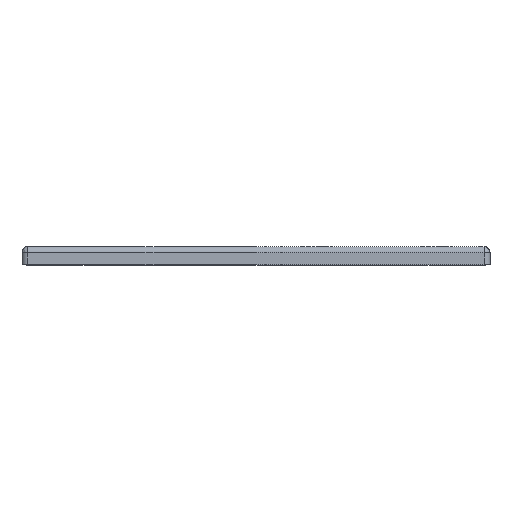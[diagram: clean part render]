
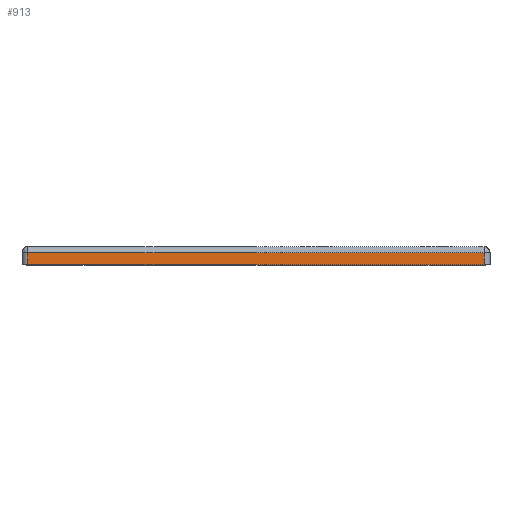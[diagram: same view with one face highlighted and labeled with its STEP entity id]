
A CAD part, top view. The second image highlights one B-rep face of the part: STEP entity #913.
In plain terms, the highlighted planar face has unit normal (0, 0, 1).
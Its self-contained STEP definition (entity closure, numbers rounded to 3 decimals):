
#108 = EDGE_LOOP ( 'NONE', ( #2716, #4557, #3133, #4551 ) ) ;
#238 = AXIS2_PLACEMENT_3D ( 'NONE', #3282, #1342, #1339 ) ;
#493 = LINE ( 'NONE', #1338, #610 ) ;
#610 = VECTOR ( 'NONE', #1262, 1000. ) ;
#737 = CARTESIAN_POINT ( 'NONE',  ( 76., 0., 78. ) ) ;
#913 = ADVANCED_FACE ( 'NONE', ( #1949 ), #1378, .F. ) ;
#946 = VERTEX_POINT ( 'NONE', #1096 ) ;
#1096 = CARTESIAN_POINT ( 'NONE',  ( -76., 0., 78. ) ) ;
#1262 = DIRECTION ( 'NONE',  ( 1., 0., 0. ) ) ;
#1338 = CARTESIAN_POINT ( 'NONE',  ( -78., 4., 78. ) ) ;
#1339 = DIRECTION ( 'NONE',  ( -1., 0., 0. ) ) ;
#1342 = DIRECTION ( 'NONE',  ( 0., 0., -1. ) ) ;
#1344 = EDGE_CURVE ( 'NONE', #3535, #2351, #493, .T. ) ;
#1378 = PLANE ( 'NONE',  #238 ) ;
#1471 = LINE ( 'NONE', #1740, #4128 ) ;
#1740 = CARTESIAN_POINT ( 'NONE',  ( 38., 0., 78. ) ) ;
#1768 = LINE ( 'NONE', #3473, #1936 ) ;
#1936 = VECTOR ( 'NONE', #3214, 1000. ) ;
#1941 = DIRECTION ( 'NONE',  ( 1., 0., 0. ) ) ;
#1949 = FACE_OUTER_BOUND ( 'NONE', #108, .T. ) ;
#2114 = DIRECTION ( 'NONE',  ( 0., -1., 0. ) ) ;
#2189 = CARTESIAN_POINT ( 'NONE',  ( 76., 6., 78. ) ) ;
#2351 = VERTEX_POINT ( 'NONE', #2691 ) ;
#2597 = LINE ( 'NONE', #2189, #4242 ) ;
#2691 = CARTESIAN_POINT ( 'NONE',  ( 76., 4., 78. ) ) ;
#2716 = ORIENTED_EDGE ( 'NONE', *, *, #1344, .F. ) ;
#3133 = ORIENTED_EDGE ( 'NONE', *, *, #3884, .T. ) ;
#3214 = DIRECTION ( 'NONE',  ( 0., 1., 0. ) ) ;
#3282 = CARTESIAN_POINT ( 'NONE',  ( -78., 6., 78. ) ) ;
#3285 = VERTEX_POINT ( 'NONE', #737 ) ;
#3473 = CARTESIAN_POINT ( 'NONE',  ( -76., 6., 78. ) ) ;
#3506 = CARTESIAN_POINT ( 'NONE',  ( -76., 4., 78. ) ) ;
#3535 = VERTEX_POINT ( 'NONE', #3506 ) ;
#3577 = EDGE_CURVE ( 'NONE', #946, #3535, #1768, .T. ) ;
#3799 = EDGE_CURVE ( 'NONE', #2351, #3285, #2597, .T. ) ;
#3884 = EDGE_CURVE ( 'NONE', #946, #3285, #1471, .T. ) ;
#4128 = VECTOR ( 'NONE', #1941, 1000. ) ;
#4242 = VECTOR ( 'NONE', #2114, 1000. ) ;
#4551 = ORIENTED_EDGE ( 'NONE', *, *, #3799, .F. ) ;
#4557 = ORIENTED_EDGE ( 'NONE', *, *, #3577, .F. ) ;
